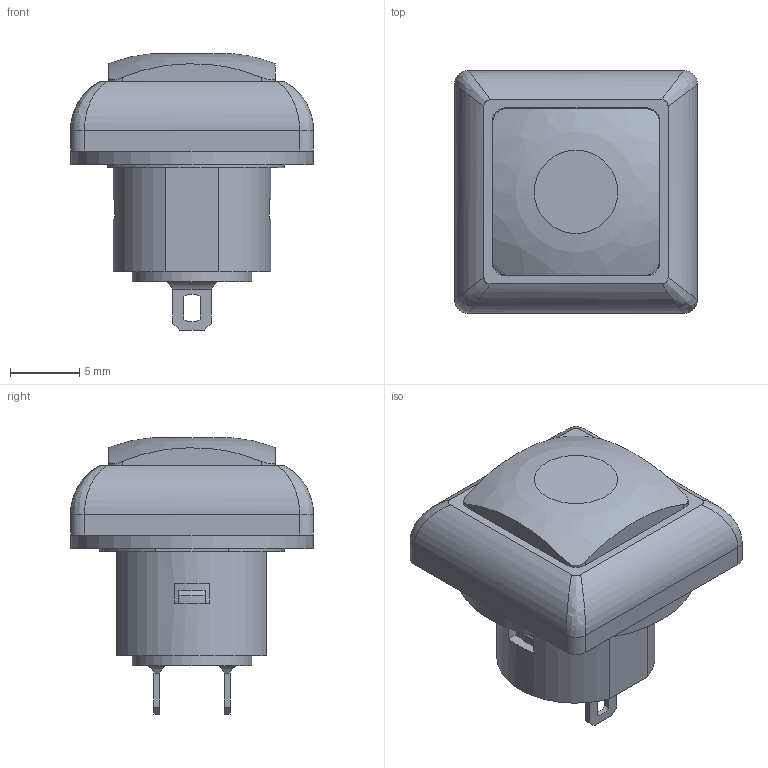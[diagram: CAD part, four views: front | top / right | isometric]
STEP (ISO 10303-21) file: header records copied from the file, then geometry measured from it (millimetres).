
FILE_DESCRIPTION(/* description */ (''),/* implementation_level */ '2;1');
FILE_NAME(/* name */ 'RP8500B2M1CExxxxxxNIL.stp',/* time_stamp */ '2025-06-03T12:34:09-05:00',/* author */ ('mroman'),/* organization */ (''),/* preprocessor_version */ 'ST-DEVELOPER v18.1',/* originating_system */ 'Autodesk Inventor 2022',/* authorisation */ '');
FILE_SCHEMA (('AUTOMOTIVE_DESIGN { 1 0 10303 214 3 1 1 }'));
Length unit declared in the file: centimetre
Products named in the file (1): RP8500B2M1CExxxxxxNIL
Bounding box: 17.5 x 17.5 x 19.9 mm (x, y, z)
Volume: 1890.3 mm3; surface area: 3052.1 mm2
Topology: 1 solids, 1 shells, 228 faces, 612 edges, 391 vertices
Faces by surface type: plane 133, cylinder 69, bspline 14, cone 11, torus 1
Full cylindrical faces by diameter (mm): 2.2 x1, 2.6 x1, 3.85 x1, 4.95 x1, 5.1 x1, 7 x1, 7.2 x1, 7.55 x1, 7.9 x1, 8.6 x2, 9.5 x2, 10 x1, 11.6 x1, 13.6 x1, 17.5 x1
Entity records: 7745 total; most frequent: CARTESIAN_POINT 1927, ORIENTED_EDGE 1224, DIRECTION 1201, EDGE_CURVE 612, AXIS2_PLACEMENT_3D 422, VERTEX_POINT 391, LINE 357, VECTOR 357
